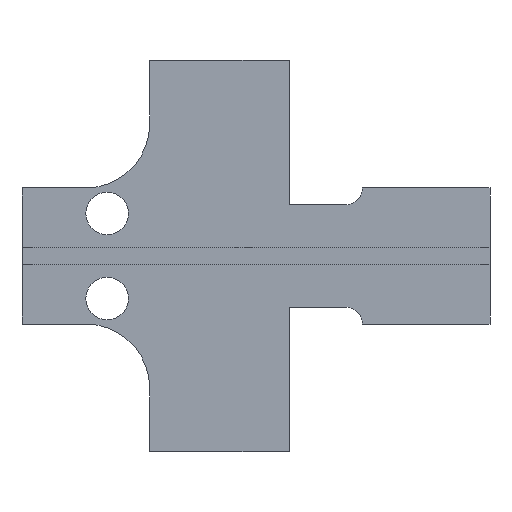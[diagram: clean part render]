
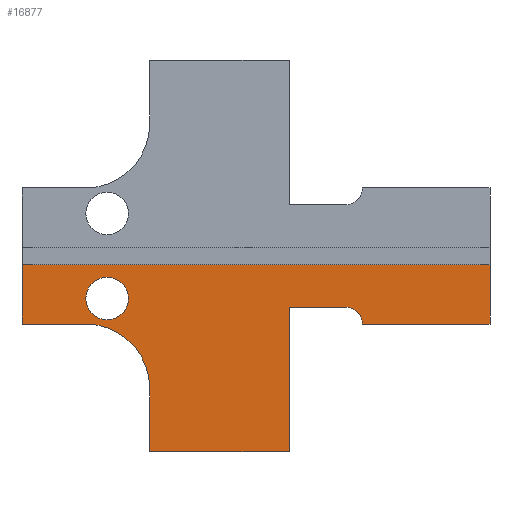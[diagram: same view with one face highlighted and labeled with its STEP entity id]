
A CAD part, front view. The second image highlights one B-rep face of the part: STEP entity #16877.
In plain terms, the highlighted planar face has unit normal (0, -1, 0).
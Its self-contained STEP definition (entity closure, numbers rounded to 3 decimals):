
#632=CIRCLE('',#17782,1.25);
#633=CIRCLE('',#17785,1.);
#635=CIRCLE('',#17792,3.75);
#715=FACE_BOUND('',#2987,.T.);
#2027=FACE_OUTER_BOUND('',#2986,.T.);
#2986=EDGE_LOOP('',(#12167,#12168,#12169,#12170,#12171,#12172,#12173,#12174,
#12175,#12176,#12177));
#2987=EDGE_LOOP('',(#12178));
#4019=LINE('',#21140,#5448);
#4191=LINE('',#23373,#5620);
#4196=LINE('',#23387,#5625);
#4199=LINE('',#23393,#5628);
#4202=LINE('',#23399,#5631);
#4205=LINE('',#23405,#5634);
#4209=LINE('',#23417,#5638);
#4214=LINE('',#23425,#5643);
#4215=LINE('',#23426,#5644);
#5448=VECTOR('',#18157,10.);
#5620=VECTOR('',#18337,10.);
#5625=VECTOR('',#18350,10.);
#5628=VECTOR('',#18355,10.);
#5631=VECTOR('',#18360,10.);
#5634=VECTOR('',#18365,10.);
#5638=VECTOR('',#18377,10.);
#5643=VECTOR('',#18386,10.);
#5644=VECTOR('',#18387,10.);
#7077=VERTEX_POINT('',#21138);
#7078=VERTEX_POINT('',#21139);
#7665=VERTEX_POINT('',#23367);
#7666=VERTEX_POINT('',#23371);
#7667=VERTEX_POINT('',#23372);
#7670=VERTEX_POINT('',#23380);
#7672=VERTEX_POINT('',#23386);
#7674=VERTEX_POINT('',#23392);
#7676=VERTEX_POINT('',#23398);
#7678=VERTEX_POINT('',#23404);
#7680=VERTEX_POINT('',#23410);
#7682=VERTEX_POINT('',#23416);
#8859=EDGE_CURVE('',#7077,#7078,#4019,.T.);
#9448=EDGE_CURVE('',#7665,#7665,#632,.T.);
#9449=EDGE_CURVE('',#7666,#7667,#4191,.T.);
#9453=EDGE_CURVE('',#7670,#7666,#633,.T.);
#9456=EDGE_CURVE('',#7672,#7670,#4196,.T.);
#9459=EDGE_CURVE('',#7674,#7672,#4199,.T.);
#9462=EDGE_CURVE('',#7676,#7674,#4202,.T.);
#9465=EDGE_CURVE('',#7678,#7676,#4205,.T.);
#9468=EDGE_CURVE('',#7680,#7678,#635,.T.);
#9471=EDGE_CURVE('',#7682,#7680,#4209,.T.);
#9476=EDGE_CURVE('',#7078,#7682,#4214,.T.);
#9477=EDGE_CURVE('',#7667,#7077,#4215,.T.);
#12167=ORIENTED_EDGE('',*,*,#9476,.T.);
#12168=ORIENTED_EDGE('',*,*,#9471,.T.);
#12169=ORIENTED_EDGE('',*,*,#9468,.T.);
#12170=ORIENTED_EDGE('',*,*,#9465,.T.);
#12171=ORIENTED_EDGE('',*,*,#9462,.T.);
#12172=ORIENTED_EDGE('',*,*,#9459,.T.);
#12173=ORIENTED_EDGE('',*,*,#9456,.T.);
#12174=ORIENTED_EDGE('',*,*,#9453,.T.);
#12175=ORIENTED_EDGE('',*,*,#9449,.T.);
#12176=ORIENTED_EDGE('',*,*,#9477,.T.);
#12177=ORIENTED_EDGE('',*,*,#8859,.T.);
#12178=ORIENTED_EDGE('',*,*,#9448,.T.);
#16603=PLANE('',#17796);
#16877=ADVANCED_FACE('',(#2027,#715),#16603,.T.);
#17782=AXIS2_PLACEMENT_3D('',#23369,#18333,#18334);
#17785=AXIS2_PLACEMENT_3D('',#23381,#18343,#18344);
#17792=AXIS2_PLACEMENT_3D('',#23411,#18370,#18371);
#17796=AXIS2_PLACEMENT_3D('',#23424,#18384,#18385);
#18157=DIRECTION('',(-1.,0.,0.));
#18333=DIRECTION('center_axis',(0.,1.,0.));
#18334=DIRECTION('ref_axis',(1.,0.,0.));
#18337=DIRECTION('',(1.,0.,0.));
#18343=DIRECTION('center_axis',(0.,1.,0.));
#18344=DIRECTION('ref_axis',(-1.,0.,0.));
#18350=DIRECTION('',(1.,0.,0.));
#18355=DIRECTION('',(0.,0.,1.));
#18360=DIRECTION('',(1.,0.,0.));
#18365=DIRECTION('',(0.,0.,-1.));
#18370=DIRECTION('center_axis',(0.,1.,0.));
#18371=DIRECTION('ref_axis',(-1.,0.,0.));
#18377=DIRECTION('',(1.,0.,0.));
#18384=DIRECTION('center_axis',(0.,-1.,0.));
#18385=DIRECTION('ref_axis',(0.,0.,-1.));
#18386=DIRECTION('',(0.,0.,-1.));
#18387=DIRECTION('',(0.,0.,1.));
#21138=CARTESIAN_POINT('',(6.5,0.,-1.));
#21139=CARTESIAN_POINT('',(-21.,0.,-1.));
#21140=CARTESIAN_POINT('',(6.5,0.,-1.));
#23367=CARTESIAN_POINT('',(-17.25,0.,-3.));
#23369=CARTESIAN_POINT('Origin',(-16.,0.,-3.));
#23371=CARTESIAN_POINT('',(-1.,0.,-4.5));
#23372=CARTESIAN_POINT('',(6.5,0.,-4.5));
#23373=CARTESIAN_POINT('',(-1.,0.,-4.5));
#23380=CARTESIAN_POINT('',(-2.,0.,-3.5));
#23381=CARTESIAN_POINT('Origin',(-2.,0.,-4.5));
#23386=CARTESIAN_POINT('',(-5.3,0.,-3.5));
#23387=CARTESIAN_POINT('',(-5.6,0.,-3.5));
#23392=CARTESIAN_POINT('',(-5.3,0.,-12.));
#23393=CARTESIAN_POINT('',(-5.3,0.,-12.));
#23398=CARTESIAN_POINT('',(-13.5,0.,-12.));
#23399=CARTESIAN_POINT('',(-21.,0.,-12.));
#23404=CARTESIAN_POINT('',(-13.5,0.,-8.25));
#23405=CARTESIAN_POINT('',(-13.5,0.,-8.25));
#23410=CARTESIAN_POINT('',(-17.25,0.,-4.5));
#23411=CARTESIAN_POINT('Origin',(-17.25,0.,-8.25));
#23416=CARTESIAN_POINT('',(-21.,0.,-4.5));
#23417=CARTESIAN_POINT('',(-21.,0.,-4.5));
#23424=CARTESIAN_POINT('Origin',(-7.25,0.,-6.5));
#23425=CARTESIAN_POINT('',(-21.,0.,-1.));
#23426=CARTESIAN_POINT('',(6.5,0.,-12.));
